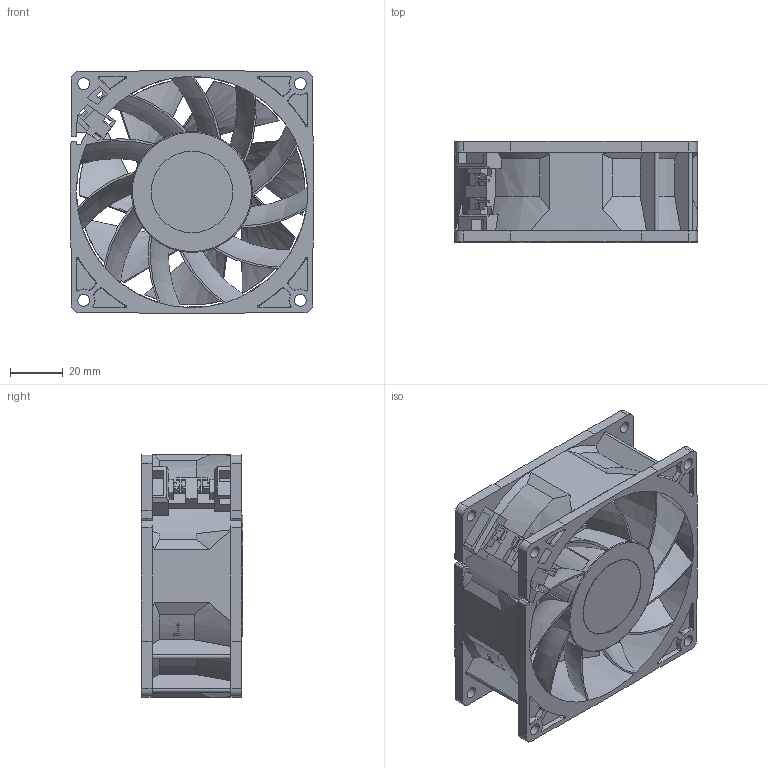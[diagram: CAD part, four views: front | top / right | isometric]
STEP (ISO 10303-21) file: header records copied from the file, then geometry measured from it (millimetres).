
FILE_DESCRIPTION((''),'2;1');
FILE_NAME('FFB0948HHE-F00_ASM','2021-06-15T',('LIEN.CHEN'),(''),'CREO PARAMETRIC BY PTC INC, 2015080','CREO PARAMETRIC BY PTC INC, 2015080','');
FILE_SCHEMA(('CONFIG_CONTROL_DESIGN'));
Length unit declared in the file: millimetre
Products named in the file (4): 4100207500_1__1_1; 4100207500_1__1_2; 4100207500_1__1_ASM; FFB0948HHE-F00_ASM
Assembly tree (3 placements, depth 3):
  FFB0948HHE-F00_ASM
    4100207500_1__1_ASM
      4100207500_1__1_1
      4100207500_1__1_2
Bounding box: 92.6 x 38.6 x 92.53 mm (x, y, z)
Volume: 116622.9 mm3; surface area: 64544.7 mm2
Topology: 2 solids, 2 shells, 496 faces, 1506 edges, 1001 vertices
Faces by surface type: plane 254, cylinder 97, bspline 95, cone 48, torus 2
Entity records: 29383 total; most frequent: CARTESIAN_POINT 16417, ORIENTED_EDGE 3012, DIRECTION 2261, EDGE_CURVE 1506, VERTEX_POINT 1001, VECTOR 763, LINE 763, AXIS2_PLACEMENT_3D 749
